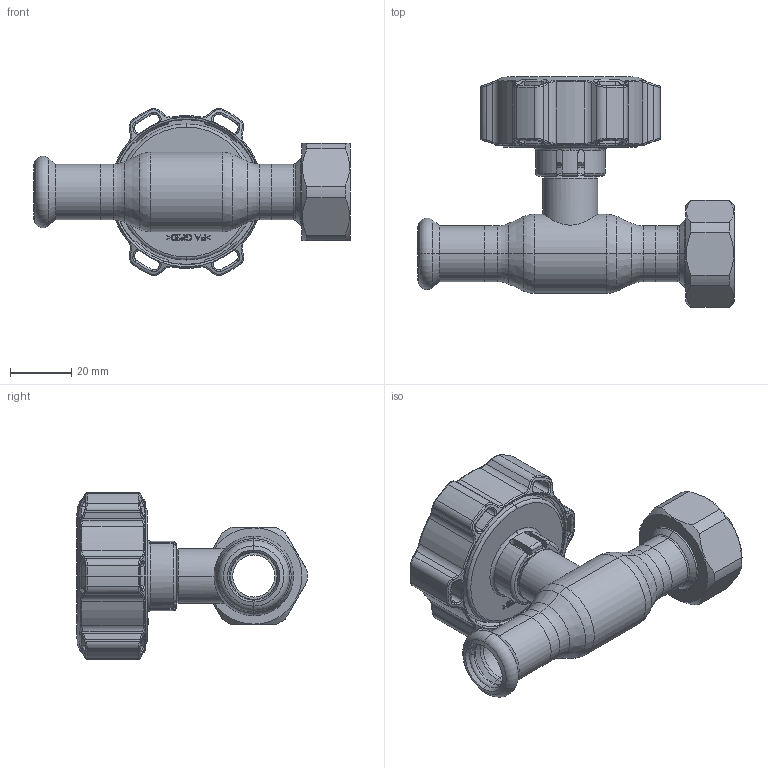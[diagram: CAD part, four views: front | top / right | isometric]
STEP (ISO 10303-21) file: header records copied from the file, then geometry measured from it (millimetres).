
FILE_DESCRIPTION (( 'STEP AP214' ), '1' );
FILE_NAME ('1010001410-1200.step', '2024-01-15T11:20:43', ( '' ), ( '' ), 'SwSTEP 2.0', 'SolidWorks 2021', '' );
FILE_SCHEMA (( 'AUTOMOTIVE_DESIGN' ));
Length unit declared in the file: millimetre
Products named in the file (1): 1010001410-1200
Bounding box: 103.7 x 75.39 x 54.57 mm (x, y, z)
Surface area: 28448.6 mm2 (no closed solid volume)
Topology: 0 solids, 13 shells, 570 faces, 1652 edges, 1065 vertices
Faces by surface type: bspline 186, cylinder 138, plane 99, torus 85, cone 62
Entity records: 35381 total; most frequent: CARTESIAN_POINT 15854, ORIENTED_EDGE 2940, DIRECTION 2326, EDGE_CURVE 1652, VERTEX_POINT 1065, AXIS2_PLACEMENT_3D 939, B_SPLINE_CURVE_WITH_KNOTS 620, EDGE_LOOP 606
